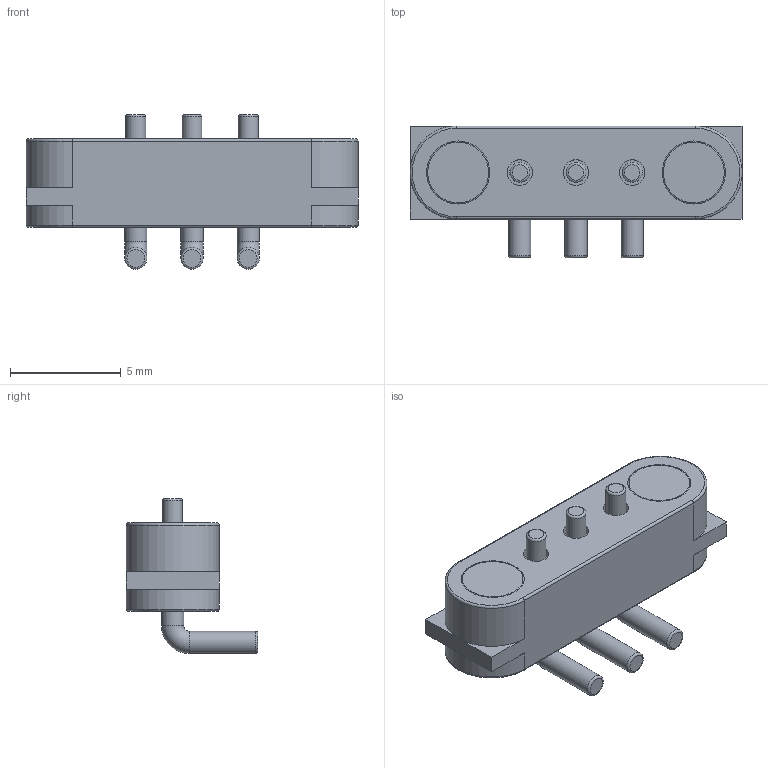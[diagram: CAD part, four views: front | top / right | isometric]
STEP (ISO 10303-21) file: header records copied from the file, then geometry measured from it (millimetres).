
FILE_DESCRIPTION(/* description */ (''),/* implementation_level */ '2;1');
FILE_NAME(/* name */ '5360 Mag Connector (3-pin, Right Angle, Pins).step',/* time_stamp */ '2022-05-29T21:27:15-05:00',/* author */ (''),/* organization */ (''),/* preprocessor_version */ 'ST-DEVELOPER v19',/* originating_system */ 'Autodesk Translation Framework v11.7.0.108',/* authorisation */ '');
FILE_SCHEMA (('AUTOMOTIVE_DESIGN { 1 0 10303 214 3 1 1 }'));
Length unit declared in the file: millimetre
Products named in the file (5): 5360 Mag Connector (3-pin, Right Angle, Pins); Housing; Magnet; Pins; Pin Contacts
Assembly tree (4 placements, depth 2):
  5360 Mag Connector (3-pin, Right Angle, Pins)
    Housing
    Magnet
    Pins
    Pin Contacts
Bounding box: 15 x 5.95 x 7 mm (x, y, z)
Volume: 249.5 mm3; surface area: 610.3 mm2
Topology: 9 solids, 9 shells, 95 faces, 176 edges, 111 vertices
Faces by surface type: plane 42, cylinder 36, torus 17
Full cylindrical faces by diameter (mm): 0.9 x6, 1 x6, 1.15 x6, 2 x6, 2.85 x4
Entity records: 2575 total; most frequent: DIRECTION 496, CARTESIAN_POINT 391, ORIENTED_EDGE 352, AXIS2_PLACEMENT_3D 216, EDGE_CURVE 176, EDGE_LOOP 117, CIRCLE 112, VERTEX_POINT 111
